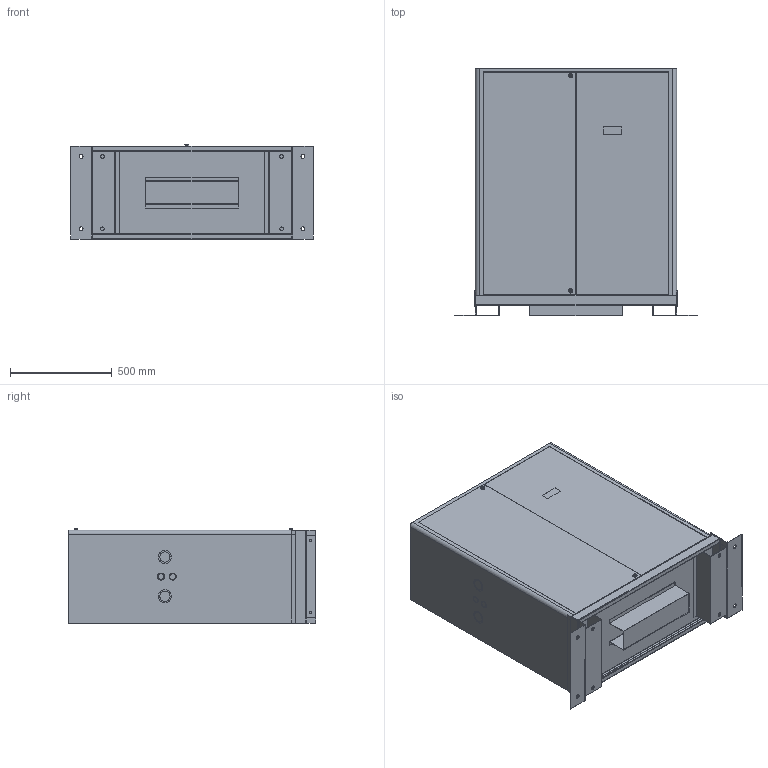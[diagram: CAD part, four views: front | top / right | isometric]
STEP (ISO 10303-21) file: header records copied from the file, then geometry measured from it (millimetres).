
FILE_DESCRIPTION (( 'STEP AP214' ), '1' );
FILE_NAME ('INV1B-SM.STEP', '2025-09-12T21:22:16', ( '' ), ( '' ), 'SwSTEP 2.0', 'SolidWorks 2016', '' );
FILE_SCHEMA (( 'AUTOMOTIVE_DESIGN' ));
Length unit declared in the file: inch
Products named in the file (6): WR Lock01; INV1B-SM; INV1B; INV1B Item 1; 5088-025; INV1B Item 2
Assembly tree (7 placements, depth 3):
  INV1B-SM
    INV1B
      INV1B Item 1
      INV1B Item 2
      WR Lock01  x2
    5088-025  x2
Bounding box: 1193.8 x 1219.2 x 463.04 mm (x, y, z)
Volume: 509412580.9 mm3; surface area: 6846186.3 mm2
Topology: 9 solids, 9 shells, 335 faces, 728 edges, 448 vertices
Faces by surface type: plane 207, cylinder 124, cone 4
Entity records: 8066 total; most frequent: DIRECTION 1427, CARTESIAN_POINT 1304, ORIENTED_EDGE 1246, EDGE_CURVE 623, AXIS2_PLACEMENT_3D 509, VECTOR 409, LINE 409, VERTEX_POINT 386
